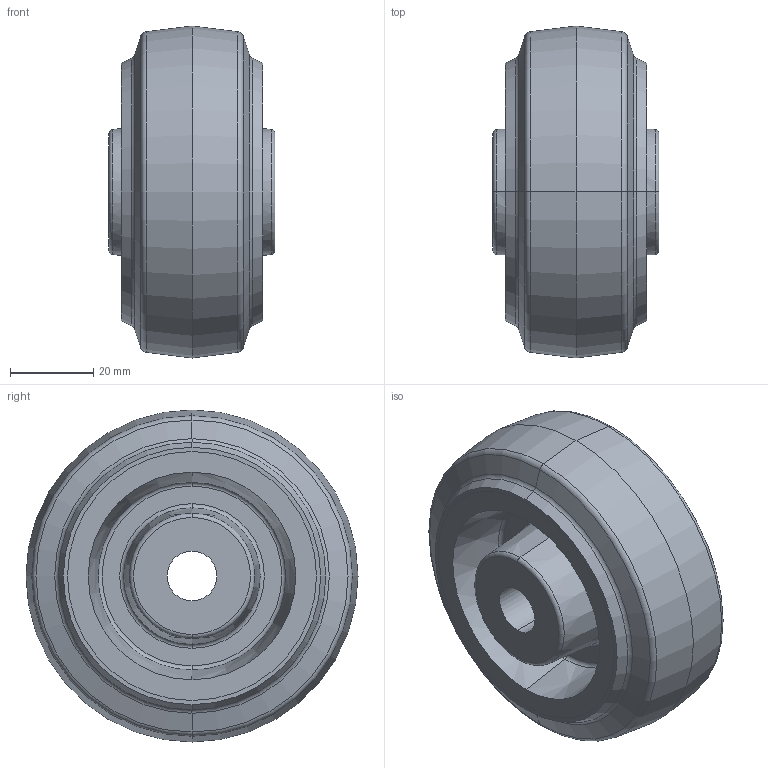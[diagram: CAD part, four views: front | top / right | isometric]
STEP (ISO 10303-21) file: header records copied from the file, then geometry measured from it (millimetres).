
FILE_DESCRIPTION (( 'STEP AP214' ), '1' );
FILE_NAME ('0028757.step', '2023-12-04T13:09:33', ( '' ), ( '' ), 'SwSTEP 2.0', 'SolidWorks 2020', '' );
FILE_SCHEMA (( 'AUTOMOTIVE_DESIGN' ));
Length unit declared in the file: millimetre
Products named in the file (1): 0028757
Bounding box: 40 x 80 x 80 mm (x, y, z)
Volume: 123368.4 mm3; surface area: 36497.6 mm2
Topology: 2 solids, 2 shells, 54 faces, 108 edges, 62 vertices
Faces by surface type: torus 20, cone 20, plane 8, cylinder 6
Entity records: 1707 total; most frequent: DIRECTION 300, CARTESIAN_POINT 225, ORIENTED_EDGE 216, AXIS2_PLACEMENT_3D 137, EDGE_CURVE 108, CIRCLE 82, EDGE_LOOP 62, VERTEX_POINT 62
